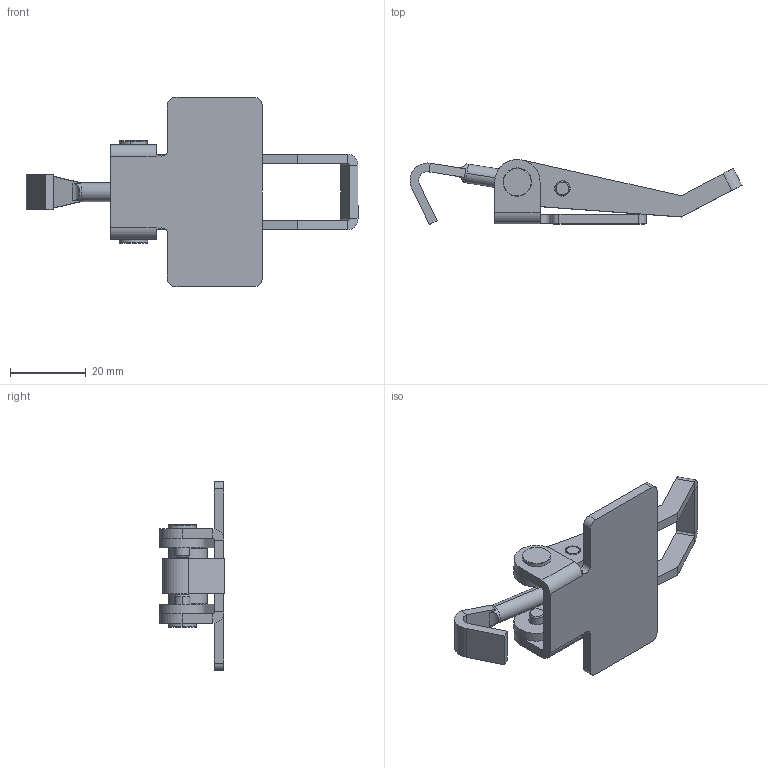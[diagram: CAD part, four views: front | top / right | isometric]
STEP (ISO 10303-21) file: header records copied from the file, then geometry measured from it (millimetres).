
FILE_DESCRIPTION (( 'STEP AP214' ), '1' );
FILE_NAME ('540505 - Flat hook A Stainless.STEP', '2017-02-06T12:42:13', ( '' ), ( '' ), 'SwSTEP 2.0', 'SolidWorks 2015', '' );
FILE_SCHEMA (( 'AUTOMOTIVE_DESIGN' ));
Length unit declared in the file: millimetre
Products named in the file (6): 702 - platthake; 702 - Rulle; 702 - Ansatsnit; 702 - Bygel; 702 - A; 540505 - Flat hook A Stainless
Assembly tree (6 placements, depth 2):
  540505 - Flat hook A Stainless
    702 - A
    702 - Bygel
    702 - Ansatsnit  x2
    702 - Rulle
    702 - platthake
Bounding box: 87.74 x 17.18 x 50 mm (x, y, z)
Volume: 9959.5 mm3; surface area: 9856.5 mm2
Topology: 6 solids, 6 shells, 144 faces, 319 edges, 194 vertices
Faces by surface type: plane 69, cylinder 59, cone 12, torus 4
Entity records: 4065 total; most frequent: CARTESIAN_POINT 814, DIRECTION 679, ORIENTED_EDGE 586, EDGE_CURVE 293, AXIS2_PLACEMENT_3D 253, VERTEX_POINT 178, LINE 173, VECTOR 173
